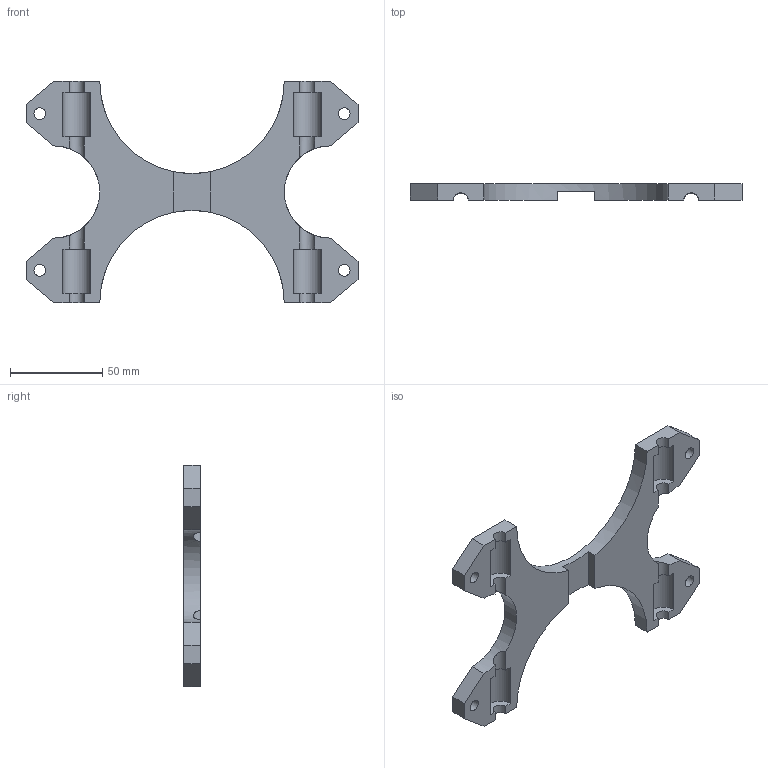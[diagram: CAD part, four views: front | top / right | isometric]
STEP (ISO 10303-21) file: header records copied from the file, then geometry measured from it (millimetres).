
FILE_DESCRIPTION(('FreeCAD Model'),'2;1');
FILE_NAME( 'y-carriage-bottom.step' ,'2020-03-19T09:16:29',('Author'),(''), 'Open CASCADE STEP processor 7.3','FreeCAD','Unknown');
FILE_SCHEMA(('AUTOMOTIVE_DESIGN { 1 0 10303 214 1 1 1 1 }'));
Length unit declared in the file: millimetre
Products named in the file (1): y-carriage-bottom
Bounding box: 180 x 9 x 120 mm (x, y, z)
Volume: 71326.6 mm3; surface area: 28148.4 mm2
Topology: 1 solids, 1 shells, 82 faces, 228 edges, 152 vertices
Faces by surface type: plane 62, cylinder 20
Full cylindrical faces by diameter (mm): 6.4 x4
Entity records: 6087 total; most frequent: CARTESIAN_POINT 1679, DIRECTION 764, LINE 496, VECTOR 496, ORIENTED_EDGE 456, PCURVE 456, DEFINITIONAL_REPRESENTATION 456, EDGE_CURVE 228
